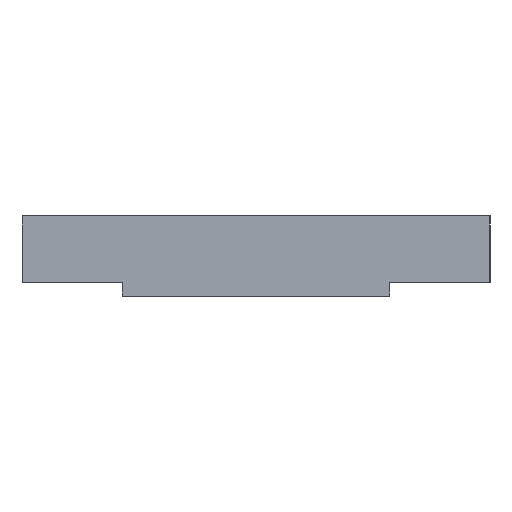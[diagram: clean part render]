
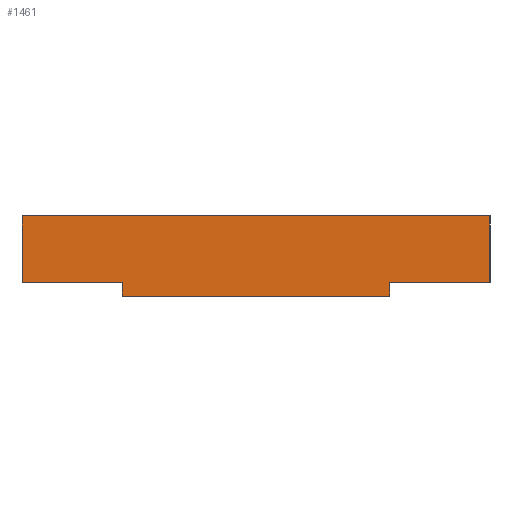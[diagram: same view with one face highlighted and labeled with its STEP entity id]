
A CAD part, left-side view. The second image highlights one B-rep face of the part: STEP entity #1461.
In plain terms, the highlighted planar face has unit normal (-1, 0, 0).
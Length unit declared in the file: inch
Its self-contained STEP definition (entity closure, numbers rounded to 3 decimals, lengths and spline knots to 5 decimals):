
#33 = CARTESIAN_POINT ( 'NONE',  ( -0.43307, -0.07874, 0. ) ) ;
#59 = CARTESIAN_POINT ( 'NONE',  ( -0.43307, -0.1378, 0.00787 ) ) ;
#71 = EDGE_CURVE ( 'NONE', #161, #1344, #860, .T. ) ;
#110 = CARTESIAN_POINT ( 'NONE',  ( -0.43307, -0.1378, 0.04724 ) ) ;
#154 = VECTOR ( 'NONE', #945, 39.37008 ) ;
#160 = LINE ( 'NONE', #1620, #154 ) ;
#161 = VERTEX_POINT ( 'NONE', #1586 ) ;
#169 = VECTOR ( 'NONE', #549, 39.37008 ) ;
#248 = EDGE_CURVE ( 'NONE', #584, #834, #160, .T. ) ;
#271 = CARTESIAN_POINT ( 'NONE',  ( -0.43307, 0.13779, 0.00787 ) ) ;
#276 = ORIENTED_EDGE ( 'NONE', *, *, #894, .F. ) ;
#303 = LINE ( 'NONE', #271, #1639 ) ;
#342 = ORIENTED_EDGE ( 'NONE', *, *, #797, .T. ) ;
#425 = DIRECTION ( 'NONE',  ( 0., 1., 0. ) ) ;
#453 = CARTESIAN_POINT ( 'NONE',  ( -0.43307, 0.13779, 0.04724 ) ) ;
#485 = DIRECTION ( 'NONE',  ( 0., 0., -1. ) ) ;
#516 = CARTESIAN_POINT ( 'NONE',  ( -0.43307, -0.07874, 0. ) ) ;
#526 = CARTESIAN_POINT ( 'NONE',  ( -0.43307, 0.13779, 0.04724 ) ) ;
#530 = VERTEX_POINT ( 'NONE', #1000 ) ;
#549 = DIRECTION ( 'NONE',  ( 0., 0., -1. ) ) ;
#562 = LINE ( 'NONE', #33, #1409 ) ;
#564 = DIRECTION ( 'NONE',  ( 0., 0., 1. ) ) ;
#584 = VERTEX_POINT ( 'NONE', #958 ) ;
#665 = ORIENTED_EDGE ( 'NONE', *, *, #71, .F. ) ;
#716 = VECTOR ( 'NONE', #564, 39.37008 ) ;
#740 = VECTOR ( 'NONE', #944, 39.37008 ) ;
#741 = LINE ( 'NONE', #1524, #914 ) ;
#794 = DIRECTION ( 'NONE',  ( 1., 0., 0. ) ) ;
#797 = EDGE_CURVE ( 'NONE', #1422, #834, #1439, .T. ) ;
#806 = CARTESIAN_POINT ( 'NONE',  ( -0.43307, 0.07874, 0.00787 ) ) ;
#814 = CARTESIAN_POINT ( 'NONE',  ( -0.43307, -0.1378, 0.04724 ) ) ;
#827 = AXIS2_PLACEMENT_3D ( 'NONE', #526, #794, #923 ) ;
#828 = DIRECTION ( 'NONE',  ( 0., -1., 0. ) ) ;
#834 = VERTEX_POINT ( 'NONE', #806 ) ;
#852 = ORIENTED_EDGE ( 'NONE', *, *, #248, .F. ) ;
#860 = LINE ( 'NONE', #453, #1674 ) ;
#861 = CARTESIAN_POINT ( 'NONE',  ( -0.43307, -0.07874, 0.00787 ) ) ;
#894 = EDGE_CURVE ( 'NONE', #1344, #1546, #1582, .T. ) ;
#914 = VECTOR ( 'NONE', #485, 39.37008 ) ;
#917 = EDGE_CURVE ( 'NONE', #530, #1539, #1457, .T. ) ;
#923 = DIRECTION ( 'NONE',  ( 0., 1., 0. ) ) ;
#944 = DIRECTION ( 'NONE',  ( 0., -1., 0. ) ) ;
#945 = DIRECTION ( 'NONE',  ( 0., 0., 1. ) ) ;
#958 = CARTESIAN_POINT ( 'NONE',  ( -0.43307, 0.07874, 0. ) ) ;
#975 = DIRECTION ( 'NONE',  ( 0., -1., 0. ) ) ;
#981 = ORIENTED_EDGE ( 'NONE', *, *, #1658, .T. ) ;
#1000 = CARTESIAN_POINT ( 'NONE',  ( -0.43307, -0.07874, 0. ) ) ;
#1088 = ORIENTED_EDGE ( 'NONE', *, *, #1293, .T. ) ;
#1094 = ORIENTED_EDGE ( 'NONE', *, *, #917, .T. ) ;
#1136 = ORIENTED_EDGE ( 'NONE', *, *, #1246, .F. ) ;
#1246 = EDGE_CURVE ( 'NONE', #530, #584, #562, .T. ) ;
#1293 = EDGE_CURVE ( 'NONE', #1539, #1546, #303, .T. ) ;
#1344 = VERTEX_POINT ( 'NONE', #110 ) ;
#1409 = VECTOR ( 'NONE', #425, 39.37008 ) ;
#1412 = FACE_OUTER_BOUND ( 'NONE', #1603, .T. ) ;
#1422 = VERTEX_POINT ( 'NONE', #1680 ) ;
#1439 = LINE ( 'NONE', #1601, #740 ) ;
#1441 = PLANE ( 'NONE',  #827 ) ;
#1457 = LINE ( 'NONE', #516, #716 ) ;
#1461 = ADVANCED_FACE ( 'NONE', ( #1412 ), #1441, .F. ) ;
#1524 = CARTESIAN_POINT ( 'NONE',  ( -0.43307, 0.13779, 0.04724 ) ) ;
#1539 = VERTEX_POINT ( 'NONE', #861 ) ;
#1546 = VERTEX_POINT ( 'NONE', #59 ) ;
#1582 = LINE ( 'NONE', #814, #169 ) ;
#1586 = CARTESIAN_POINT ( 'NONE',  ( -0.43307, 0.13779, 0.04724 ) ) ;
#1601 = CARTESIAN_POINT ( 'NONE',  ( -0.43307, 0.13779, 0.00787 ) ) ;
#1603 = EDGE_LOOP ( 'NONE', ( #342, #852, #1136, #1094, #1088, #276, #665, #981 ) ) ;
#1620 = CARTESIAN_POINT ( 'NONE',  ( -0.43307, 0.07874, 0. ) ) ;
#1639 = VECTOR ( 'NONE', #828, 39.37008 ) ;
#1658 = EDGE_CURVE ( 'NONE', #161, #1422, #741, .T. ) ;
#1674 = VECTOR ( 'NONE', #975, 39.37008 ) ;
#1680 = CARTESIAN_POINT ( 'NONE',  ( -0.43307, 0.13779, 0.00787 ) ) ;
